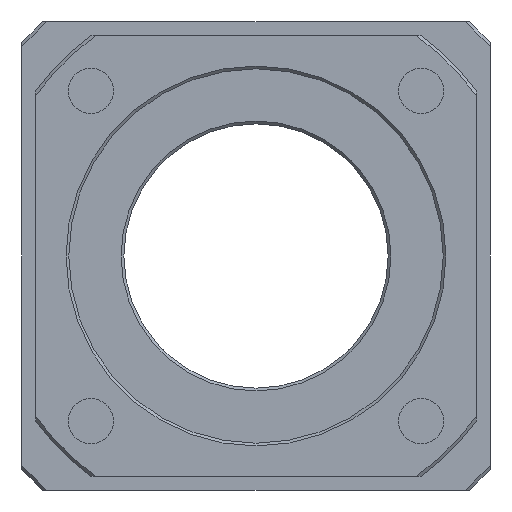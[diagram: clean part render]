
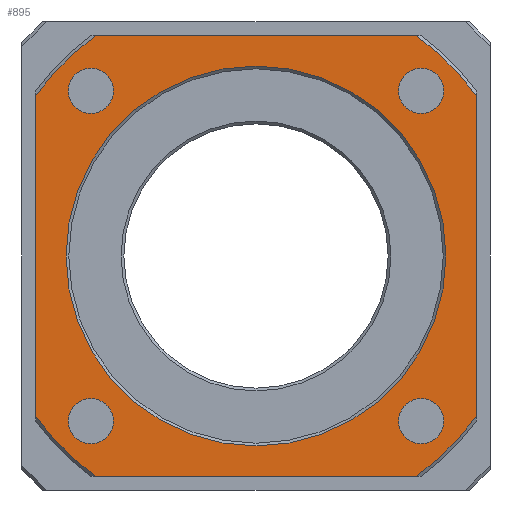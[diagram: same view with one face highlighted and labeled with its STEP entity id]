
A CAD part, front view. The second image highlights one B-rep face of the part: STEP entity #895.
In plain terms, the highlighted planar face has unit normal (0, -1, 0).
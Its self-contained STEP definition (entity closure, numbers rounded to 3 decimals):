
#46=LINE('',#1605,#78);
#47=LINE('',#1609,#79);
#48=LINE('',#1613,#80);
#49=LINE('',#1616,#81);
#78=VECTOR('',#1091,58.318);
#79=VECTOR('',#1094,58.318);
#80=VECTOR('',#1097,58.318);
#81=VECTOR('',#1100,58.318);
#111=PLANE('',#961);
#141=CIRCLE('',#940,4.1);
#143=CIRCLE('',#943,4.1);
#145=CIRCLE('',#946,4.1);
#147=CIRCLE('',#949,4.1);
#153=CIRCLE('',#959,34.5);
#155=CIRCLE('',#962,49.5);
#156=CIRCLE('',#963,49.5);
#157=CIRCLE('',#964,49.5);
#158=CIRCLE('',#965,49.5);
#205=FACE_BOUND('',#302,.T.);
#206=FACE_BOUND('',#303,.T.);
#207=FACE_BOUND('',#304,.T.);
#208=FACE_BOUND('',#305,.T.);
#209=FACE_BOUND('',#306,.T.);
#235=FACE_OUTER_BOUND('',#301,.T.);
#301=EDGE_LOOP('',(#601,#602,#603,#604,#605,#606,#607,#608));
#302=EDGE_LOOP('',(#609));
#303=EDGE_LOOP('',(#610));
#304=EDGE_LOOP('',(#611));
#305=EDGE_LOOP('',(#612));
#306=EDGE_LOOP('',(#613));
#373=VERTEX_POINT('',#1565);
#375=VERTEX_POINT('',#1570);
#377=VERTEX_POINT('',#1575);
#379=VERTEX_POINT('',#1580);
#385=VERTEX_POINT('',#1596);
#387=VERTEX_POINT('',#1601);
#388=VERTEX_POINT('',#1602);
#389=VERTEX_POINT('',#1604);
#390=VERTEX_POINT('',#1606);
#391=VERTEX_POINT('',#1608);
#392=VERTEX_POINT('',#1610);
#393=VERTEX_POINT('',#1612);
#394=VERTEX_POINT('',#1614);
#461=EDGE_CURVE('',#373,#373,#141,.T.);
#463=EDGE_CURVE('',#375,#375,#143,.T.);
#465=EDGE_CURVE('',#377,#377,#145,.T.);
#467=EDGE_CURVE('',#379,#379,#147,.T.);
#473=EDGE_CURVE('',#385,#385,#153,.T.);
#475=EDGE_CURVE('',#387,#388,#155,.T.);
#476=EDGE_CURVE('',#387,#389,#46,.T.);
#477=EDGE_CURVE('',#390,#389,#156,.T.);
#478=EDGE_CURVE('',#390,#391,#47,.T.);
#479=EDGE_CURVE('',#392,#391,#157,.T.);
#480=EDGE_CURVE('',#392,#393,#48,.T.);
#481=EDGE_CURVE('',#394,#393,#158,.T.);
#482=EDGE_CURVE('',#394,#388,#49,.T.);
#601=ORIENTED_EDGE('',*,*,#475,.F.);
#602=ORIENTED_EDGE('',*,*,#476,.T.);
#603=ORIENTED_EDGE('',*,*,#477,.F.);
#604=ORIENTED_EDGE('',*,*,#478,.T.);
#605=ORIENTED_EDGE('',*,*,#479,.F.);
#606=ORIENTED_EDGE('',*,*,#480,.T.);
#607=ORIENTED_EDGE('',*,*,#481,.F.);
#608=ORIENTED_EDGE('',*,*,#482,.T.);
#609=ORIENTED_EDGE('',*,*,#461,.T.);
#610=ORIENTED_EDGE('',*,*,#463,.T.);
#611=ORIENTED_EDGE('',*,*,#465,.T.);
#612=ORIENTED_EDGE('',*,*,#467,.T.);
#613=ORIENTED_EDGE('',*,*,#473,.F.);
#895=ADVANCED_FACE('',(#235,#205,#206,#207,#208,#209),#111,.T.);
#940=AXIS2_PLACEMENT_3D('',#1566,#1045,#1046);
#943=AXIS2_PLACEMENT_3D('',#1571,#1051,#1052);
#946=AXIS2_PLACEMENT_3D('',#1576,#1057,#1058);
#949=AXIS2_PLACEMENT_3D('',#1581,#1063,#1064);
#959=AXIS2_PLACEMENT_3D('',#1597,#1083,#1084);
#961=AXIS2_PLACEMENT_3D('',#1600,#1087,#1088);
#962=AXIS2_PLACEMENT_3D('',#1603,#1089,#1090);
#963=AXIS2_PLACEMENT_3D('',#1607,#1092,#1093);
#964=AXIS2_PLACEMENT_3D('',#1611,#1095,#1096);
#965=AXIS2_PLACEMENT_3D('',#1615,#1098,#1099);
#1045=DIRECTION('center_axis',(0.,1.,0.));
#1046=DIRECTION('ref_axis',(1.,0.,0.));
#1051=DIRECTION('center_axis',(0.,1.,0.));
#1052=DIRECTION('ref_axis',(1.,0.,0.));
#1057=DIRECTION('center_axis',(0.,1.,0.));
#1058=DIRECTION('ref_axis',(1.,0.,0.));
#1063=DIRECTION('center_axis',(0.,1.,0.));
#1064=DIRECTION('ref_axis',(1.,0.,0.));
#1083=DIRECTION('center_axis',(0.,-1.,0.));
#1084=DIRECTION('ref_axis',(-1.,0.,0.));
#1087=DIRECTION('center_axis',(0.,-1.,0.));
#1088=DIRECTION('ref_axis',(0.,0.,-1.));
#1089=DIRECTION('center_axis',(0.,1.,0.));
#1090=DIRECTION('ref_axis',(-1.,0.,0.));
#1091=DIRECTION('',(1.,0.,0.));
#1092=DIRECTION('center_axis',(0.,1.,0.));
#1093=DIRECTION('ref_axis',(1.,0.,0.));
#1094=DIRECTION('',(0.,0.,1.));
#1095=DIRECTION('center_axis',(0.,1.,0.));
#1096=DIRECTION('ref_axis',(1.,0.,0.));
#1097=DIRECTION('',(-1.,0.,0.));
#1098=DIRECTION('center_axis',(0.,1.,0.));
#1099=DIRECTION('ref_axis',(-1.,0.,0.));
#1100=DIRECTION('',(0.,0.,-1.));
#1565=CARTESIAN_POINT('',(25.9,0.,30.));
#1566=CARTESIAN_POINT('Origin',(30.,0.,30.));
#1570=CARTESIAN_POINT('',(-34.1,0.,-30.));
#1571=CARTESIAN_POINT('Origin',(-30.,0.,-30.));
#1575=CARTESIAN_POINT('',(-34.1,0.,30.));
#1576=CARTESIAN_POINT('Origin',(-30.,0.,30.));
#1580=CARTESIAN_POINT('',(25.9,0.,-30.));
#1581=CARTESIAN_POINT('Origin',(30.,0.,-30.));
#1596=CARTESIAN_POINT('',(34.5,0.,0.));
#1597=CARTESIAN_POINT('Origin',(0.,0.,0.));
#1600=CARTESIAN_POINT('Origin',(42.,0.,0.));
#1601=CARTESIAN_POINT('',(-29.159,0.,-40.));
#1602=CARTESIAN_POINT('',(-40.,0.,-29.159));
#1603=CARTESIAN_POINT('Origin',(0.,0.,0.));
#1604=CARTESIAN_POINT('',(29.159,0.,-40.));
#1605=CARTESIAN_POINT('',(6.,0.,-40.));
#1606=CARTESIAN_POINT('',(40.,0.,-29.159));
#1607=CARTESIAN_POINT('Origin',(0.,0.,0.));
#1608=CARTESIAN_POINT('',(40.,0.,29.159));
#1609=CARTESIAN_POINT('',(40.,0.,-15.));
#1610=CARTESIAN_POINT('',(29.159,0.,40.));
#1611=CARTESIAN_POINT('Origin',(0.,0.,0.));
#1612=CARTESIAN_POINT('',(-29.159,0.,40.));
#1613=CARTESIAN_POINT('',(36.,0.,40.));
#1614=CARTESIAN_POINT('',(-40.,0.,29.159));
#1615=CARTESIAN_POINT('Origin',(0.,0.,0.));
#1616=CARTESIAN_POINT('',(-40.,0.,15.));
